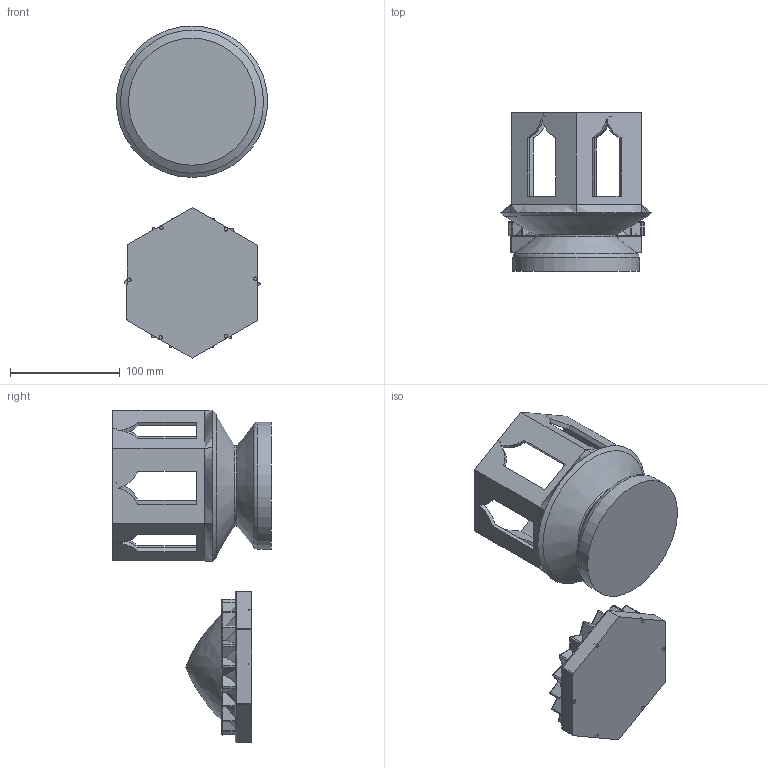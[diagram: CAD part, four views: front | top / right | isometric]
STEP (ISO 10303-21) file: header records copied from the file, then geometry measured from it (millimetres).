
FILE_DESCRIPTION(/* description */ (''),/* implementation_level */ '2;1');
FILE_NAME(/* name */ 'hackyfanoos.step',/* time_stamp */ '2025-11-23T07:37:28-05:00',/* author */ (''),/* organization */ (''),/* preprocessor_version */ 'ST-DEVELOPER v20.1',/* originating_system */ 'Autodesk Translation Framework v14.21.0.0',/* authorisation */ '');
FILE_SCHEMA (('AUTOMOTIVE_DESIGN { 1 0 10303 214 3 1 1 }'));
Length unit declared in the file: inch
Products named in the file (1): hackyfanoos
Bounding box: 138.11 x 144.62 x 302.79 mm (x, y, z)
Volume: 1086855.1 mm3; surface area: 141989.6 mm2
Topology: 2 solids, 3 shells, 271 faces, 645 edges, 393 vertices
Faces by surface type: plane 126, cylinder 94, bspline 23, sphere 22, cone 4, torus 2
Full cylindrical faces by diameter (mm): 3.2 x12, 50.038 x1, 115.859 x1
Entity records: 8308 total; most frequent: CARTESIAN_POINT 2023, DIRECTION 1310, ORIENTED_EDGE 1288, EDGE_CURVE 644, AXIS2_PLACEMENT_3D 470, VERTEX_POINT 393, LINE 370, VECTOR 370
